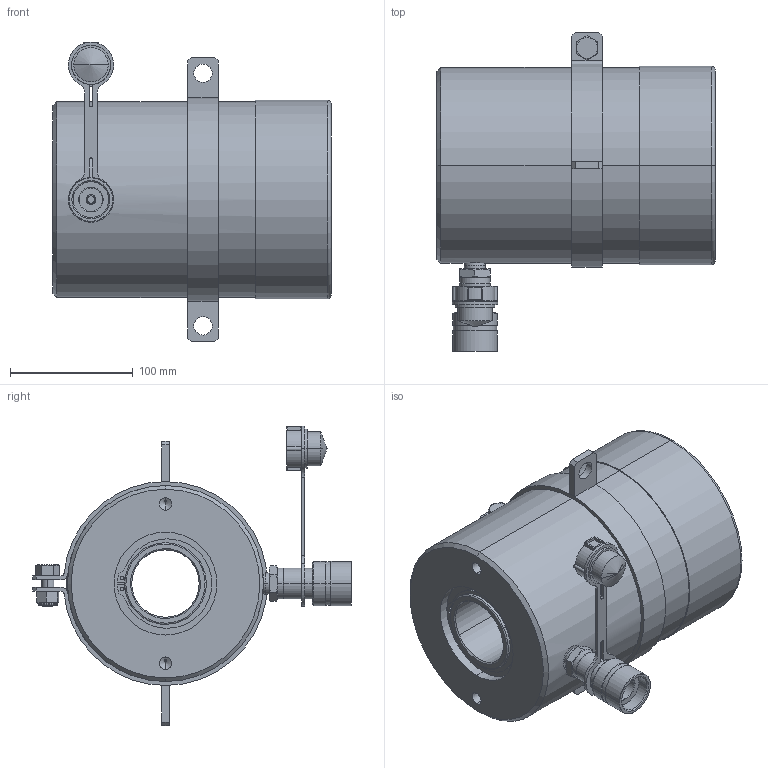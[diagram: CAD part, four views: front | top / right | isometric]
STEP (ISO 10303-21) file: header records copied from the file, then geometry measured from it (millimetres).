
FILE_DESCRIPTION (( 'STEP AP214' ), '1' );
FILE_NAME ('HHS603.STEP', '2016-09-26T08:04:31', ( '' ), ( '' ), 'SwSTEP 2.0', 'SolidWorks 2016', '' );
FILE_SCHEMA (( 'AUTOMOTIVE_DESIGN' ));
Length unit declared in the file: millimetre
Products named in the file (20): STC067CA001; SPC122CD001; SAC080HT001; SRC092SL003; SFC067VB001; PRC124HE003; CBC124HE001; PTP###T####_PTP159TH060; HHS603; NUC010LC000; HEX HEAD BOLT_BLC010LB025; FLC160LA002_Default<As Machined>; A1 WIPER_SEC092XE002; BACK UP RING_SEC067BE001; O-RING_SEC067RE001; ROD TEE SEAL_SEC067GE001; PISTON TEE SEAL_SEC124GA001; FFC004RC001; PPC1; CF1
Assembly tree (20 placements, depth 2):
  HHS603
    CBC124HE001
    PRC124HE003
    SFC067VB001
    SRC092SL003
    SAC080HT001
    SPC122CD001
    STC067CA001  x2
    CF1
    PPC1
    FFC004RC001
    PISTON TEE SEAL_SEC124GA001
    ROD TEE SEAL_SEC067GE001
    O-RING_SEC067RE001
    BACK UP RING_SEC067BE001
    A1 WIPER_SEC092XE002
    FLC160LA002_Default<As Machined>
    HEX HEAD BOLT_BLC010LB025
    NUC010LC000
    PTP###T####_PTP159TH060
Bounding box: 227 x 260.3 x 244.65 mm (x, y, z)
Volume: 3592959.4 mm3; surface area: 699843.3 mm2
Topology: 22 solids, 22 shells, 611 faces, 1357 edges, 842 vertices
Faces by surface type: cylinder 275, plane 173, cone 117, torus 44, bspline 2
Entity records: 20459 total; most frequent: CARTESIAN_POINT 5575, DIRECTION 3137, ORIENTED_EDGE 2586, AXIS2_PLACEMENT_3D 1318, EDGE_CURVE 1293, VERTEX_POINT 810, CIRCLE 704, EDGE_LOOP 703
